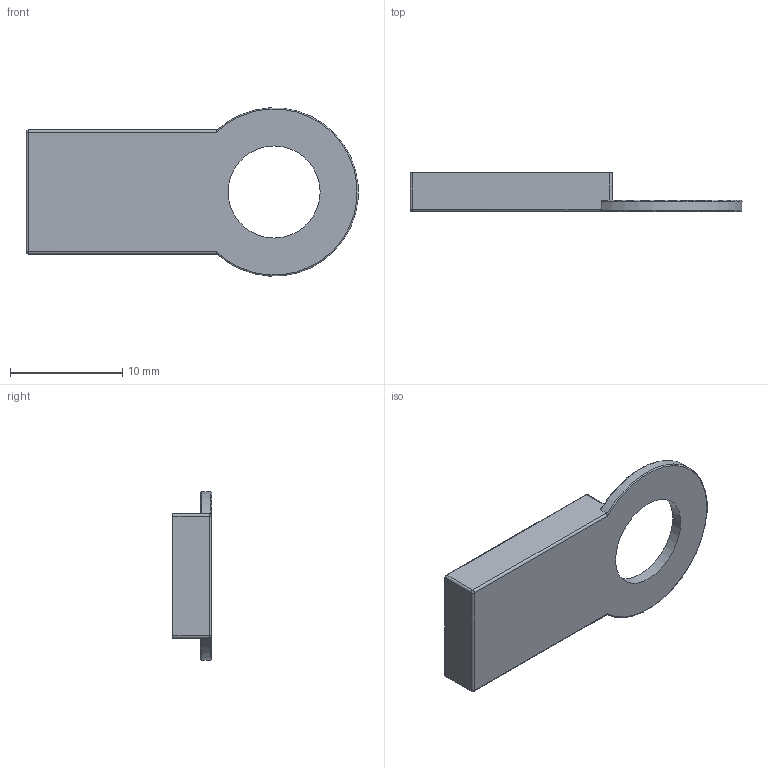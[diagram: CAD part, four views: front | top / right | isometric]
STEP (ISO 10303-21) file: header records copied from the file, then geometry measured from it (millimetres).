
FILE_DESCRIPTION(/* description */ (''),/* implementation_level */ '2;1');
FILE_NAME(/* name */ 'mri_rfreceivecoil_ext.stp',/* time_stamp */ '2022-12-10T13:42:10+01:00',/* author */ ('Rik Ubaghs'),/* organization */ (''),/* preprocessor_version */ 'ST-DEVELOPER v18.1',/* originating_system */ 'Autodesk Inventor 2021',/* authorisation */ '');
FILE_SCHEMA (('AUTOMOTIVE_DESIGN { 1 0 10303 214 3 1 1 }'));
Length unit declared in the file: millimetre
Products named in the file (1): peripherals_rfreceivecoil_ext
Bounding box: 29.57 x 3.5 x 14.98 mm (x, y, z)
Volume: 790.1 mm3; surface area: 829.6 mm2
Topology: 1 solids, 1 shells, 28 faces, 65 edges, 38 vertices
Faces by surface type: cylinder 13, plane 7, sphere 6, torus 2
Full cylindrical faces by diameter (mm): 8.2 x1
Entity records: 948 total; most frequent: CARTESIAN_POINT 210, DIRECTION 147, ORIENTED_EDGE 130, EDGE_CURVE 65, AXIS2_PLACEMENT_3D 59, VERTEX_POINT 38, CIRCLE 30, EDGE_LOOP 29
